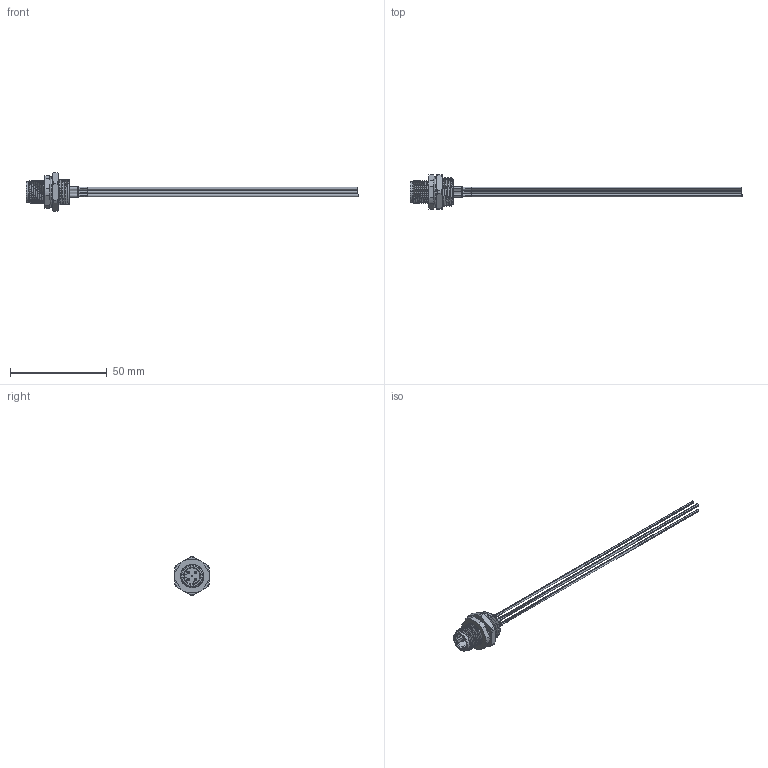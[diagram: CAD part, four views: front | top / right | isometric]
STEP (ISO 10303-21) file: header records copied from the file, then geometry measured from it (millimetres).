
FILE_DESCRIPTION (( 'STEP AP214' ), '1' );
FILE_NAME ('10-05686.STEP', '2023-10-03T17:56:31', ( '' ), ( '' ), 'SwSTEP 2.0', 'SolidWorks 2021', '' );
FILE_SCHEMA (( 'AUTOMOTIVE_DESIGN' ));
Length unit declared in the file: millimetre
Products named in the file (13): 54-00379; 54-00379-05___; 54-00379-03___; 10-05686; Heat shrink; 30-01752_blunt cut; 54-00379-04___; 30-01756_blunt cut; 54-00379-02; 30-01755_blunt cut; 30-01753_blunt cut; 54-00379-01___; 30-01754_blunt cut
Assembly tree (20 placements, depth 3):
  10-05686
    54-00379
      54-00379-01___
      54-00379-02
      54-00379-03___  x5
      54-00379-04___
      54-00379-05___
    30-01752_blunt cut
    30-01753_blunt cut
    30-01754_blunt cut
    30-01755_blunt cut
    30-01756_blunt cut
    Heat shrink  x5
Bounding box: 172 x 18 x 20 mm (x, y, z)
Volume: 4107.6 mm3; surface area: 21846.9 mm2
Topology: 105 solids, 105 shells, 954 faces, 2065 edges, 1342 vertices
Faces by surface type: cylinder 533, plane 286, cone 62, torus 34, bspline 29, sphere 10
Entity records: 31186 total; most frequent: CARTESIAN_POINT 8040, DIRECTION 4032, ORIENTED_EDGE 3406, AXIS2_PLACEMENT_3D 1726, EDGE_CURVE 1703, VERTEX_POINT 1126, EDGE_LOOP 997, CIRCLE 929
